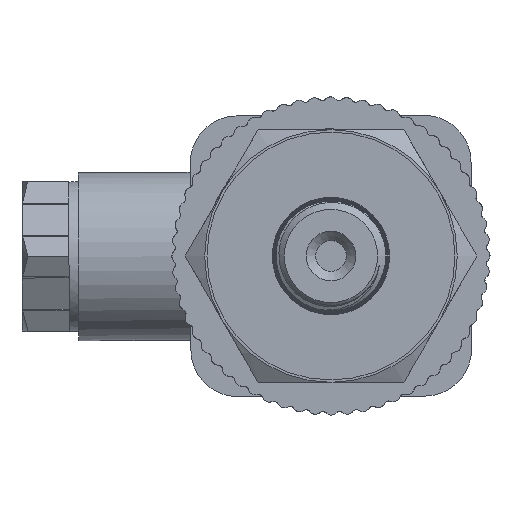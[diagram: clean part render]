
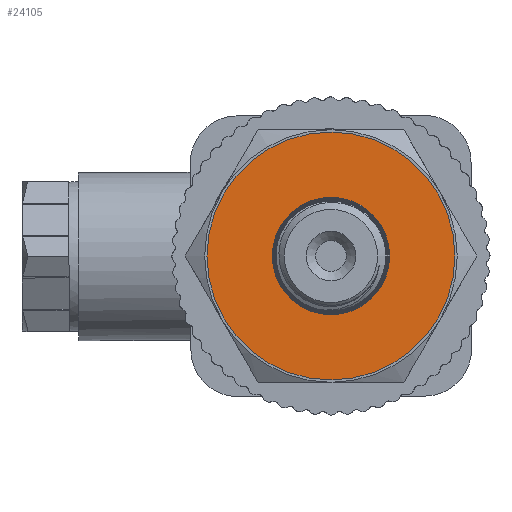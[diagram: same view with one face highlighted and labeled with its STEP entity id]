
A CAD part, left-side view. The second image highlights one B-rep face of the part: STEP entity #24105.
In plain terms, the highlighted planar face has unit normal (-1, 0, 0).
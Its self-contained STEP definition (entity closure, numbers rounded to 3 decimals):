
#299=PLANE('',#25392);
#1493=FACE_BOUND('',#3453,.T.);
#2086=FACE_OUTER_BOUND('',#3452,.T.);
#3452=EDGE_LOOP('',(#18039));
#3453=EDGE_LOOP('',(#18040));
#4579=CIRCLE('',#25202,6.27);
#4673=CIRCLE('',#25385,13.25);
#10173=VERTEX_POINT('',#34520);
#10715=VERTEX_POINT('',#47626);
#12654=EDGE_CURVE('',#10173,#10173,#4579,.T.);
#13470=EDGE_CURVE('',#10715,#10715,#4673,.T.);
#18039=ORIENTED_EDGE('',*,*,#13470,.T.);
#18040=ORIENTED_EDGE('',*,*,#12654,.T.);
#24105=ADVANCED_FACE('',(#2086,#1493),#299,.T.);
#25202=AXIS2_PLACEMENT_3D('',#34521,#26622,#26623);
#25385=AXIS2_PLACEMENT_3D('',#47628,#27329,#27330);
#25392=AXIS2_PLACEMENT_3D('',#48383,#27345,#27346);
#26622=DIRECTION('center_axis',(1.,0.,0.));
#26623=DIRECTION('ref_axis',(0.,0.,-1.));
#27329=DIRECTION('center_axis',(-1.,0.,0.));
#27330=DIRECTION('ref_axis',(0.,1.,0.));
#27345=DIRECTION('center_axis',(-1.,0.,0.));
#27346=DIRECTION('ref_axis',(0.,0.,1.));
#34520=CARTESIAN_POINT('',(-48.,-6.27,0.));
#34521=CARTESIAN_POINT('Origin',(-48.,0.,0.));
#47626=CARTESIAN_POINT('',(-48.,-13.25,0.));
#47628=CARTESIAN_POINT('Origin',(-48.,0.,0.));
#48383=CARTESIAN_POINT('Origin',(-48.,13.5,0.));
